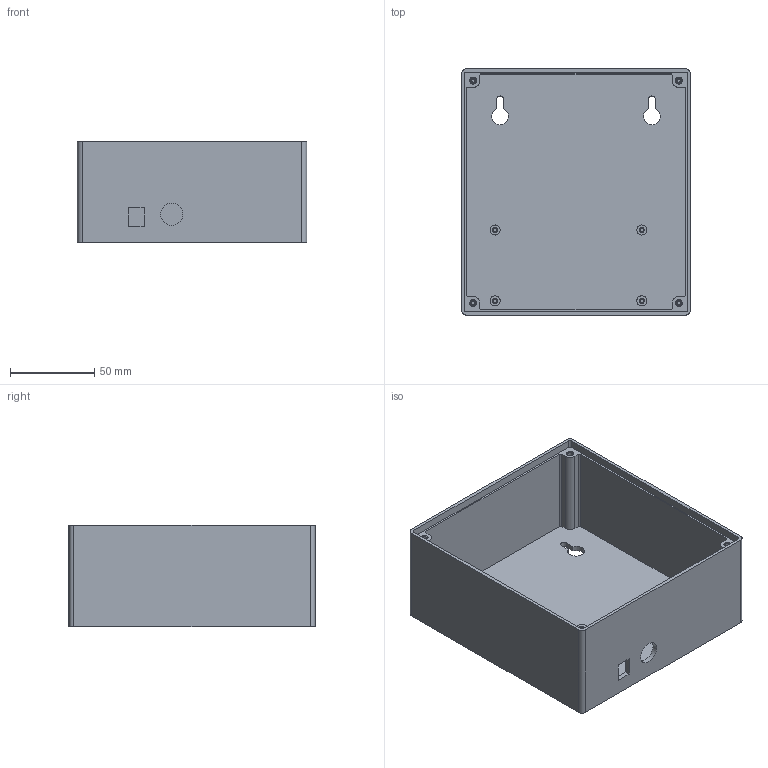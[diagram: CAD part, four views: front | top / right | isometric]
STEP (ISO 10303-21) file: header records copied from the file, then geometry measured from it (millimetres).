
FILE_DESCRIPTION(/* description */ (''),/* implementation_level */ '2;1');
FILE_NAME(/* name */ '5f8f3179adb45c1199db67dd',/* time_stamp */ '2020-10-20T18:50:33+00:00',/* author */ (''),/* organization */ (''),/* preprocessor_version */ 'ST-DEVELOPER v16.7',/* originating_system */ $,/* authorisation */ $);
FILE_SCHEMA (('AUTOMOTIVE_DESIGN {1 0 10303 214 3 1 1}'));
Length unit declared in the file: metre
Products named in the file (1): Gabinete
Bounding box: 136 x 146 x 60 mm (x, y, z)
Volume: 161587.6 mm3; surface area: 103708.4 mm2
Topology: 1 solids, 1 shells, 106 faces, 239 edges, 157 vertices
Faces by surface type: plane 52, cylinder 46, cone 8
Full cylindrical faces by diameter (mm): 2 x8, 3 x4, 3.1 x4, 6 x4, 13.2 x1, 19 x1
Entity records: 2878 total; most frequent: DIRECTION 522, CARTESIAN_POINT 471, ORIENTED_EDGE 416, EDGE_CURVE 208, AXIS2_PLACEMENT_3D 207, EDGE_LOOP 168, FACE_BOUND 168, VERTEX_POINT 156
